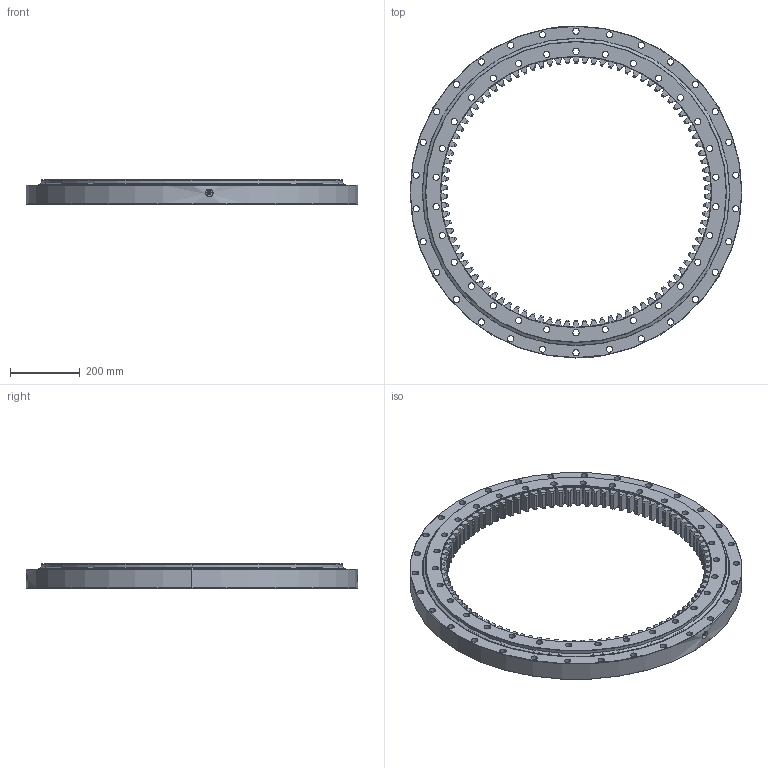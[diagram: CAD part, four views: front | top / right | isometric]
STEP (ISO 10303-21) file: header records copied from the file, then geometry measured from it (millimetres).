
FILE_DESCRIPTION (( 'STEP AP214' ), '1' );
FILE_NAME ('I.950.25.00.D.1.STEP', '2015-10-22T07:22:36', ( '' ), ( '' ), 'SwSTEP 2.0', 'SolidWorks 2015', '' );
FILE_SCHEMA (( 'AUTOMOTIVE_DESIGN' ));
Length unit declared in the file: millimetre
Products named in the file (7): I.950.25.00.D.1; Grease nipple M10x1mm; B.950.B25B.A1N.0 - OR Seal; B.950.B25B.A1N.0 - IR Seal; Ball D25; B.950.B25B.A1N.0 - OR; B.950.B25B.A1N.0 - IR
Assembly tree (99 placements, depth 2):
  I.950.25.00.D.1
    B.950.B25B.A1N.0 - IR
    B.950.B25B.A1N.0 - OR
    Ball D25  x93
    B.950.B25B.A1N.0 - IR Seal
    B.950.B25B.A1N.0 - OR Seal
    Grease nipple M10x1mm  x2
Bounding box: 950 x 950 x 70 mm (x, y, z)
Volume: 13531125.6 mm3; surface area: 1942239.9 mm2
Topology: 99 solids, 99 shells, 1702 faces, 5044 edges, 3365 vertices
Faces by surface type: plane 601, bspline 376, cylinder 258, cone 250, sphere 186, torus 31
Entity records: 54260 total; most frequent: CARTESIAN_POINT 17257, ORIENTED_EDGE 8646, DIRECTION 5990, EDGE_CURVE 4323, VERTEX_POINT 2860, AXIS2_PLACEMENT_3D 2001, LINE 1988, VECTOR 1988
